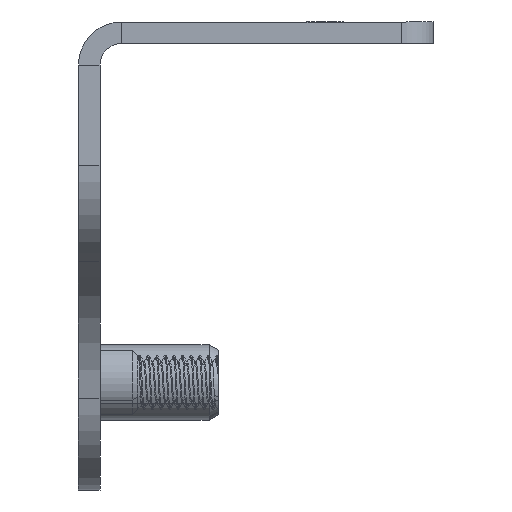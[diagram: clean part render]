
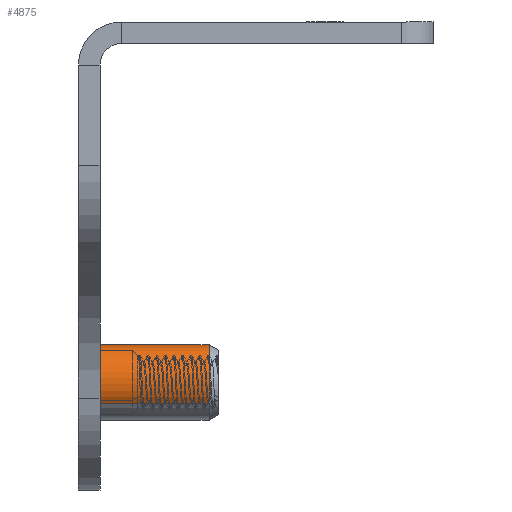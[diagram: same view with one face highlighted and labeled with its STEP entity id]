
A CAD part, left-side view. The second image highlights one B-rep face of the part: STEP entity #4875.
In plain terms, the highlighted cylindrical face has radius 3.5 mm (diameter 7 mm), a partial arc.
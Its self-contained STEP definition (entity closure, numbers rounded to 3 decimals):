
#107 = VECTOR ( 'NONE', #2539, 1000. ) ;
#179 = ORIENTED_EDGE ( 'NONE', *, *, #1836, .T. ) ;
#346 = VERTEX_POINT ( 'NONE', #457 ) ;
#457 = CARTESIAN_POINT ( 'NONE',  ( -3.5, 0., 5.634 ) ) ;
#588 = CARTESIAN_POINT ( 'NONE',  ( -3.5, 0., 6.5 ) ) ;
#749 = CARTESIAN_POINT ( 'NONE',  ( 3.5, 0., 6.5 ) ) ;
#811 = DIRECTION ( 'NONE',  ( 1., 0., 0. ) ) ;
#946 = CARTESIAN_POINT ( 'NONE',  ( 3.5, 0., -5. ) ) ;
#1193 = CARTESIAN_POINT ( 'NONE',  ( 3.5, 0., 5.634 ) ) ;
#1201 = LINE ( 'NONE', #749, #4017 ) ;
#1206 = DIRECTION ( 'NONE',  ( 0., 0., 1. ) ) ;
#1334 = DIRECTION ( 'NONE',  ( 1., 0., 0. ) ) ;
#1372 = VERTEX_POINT ( 'NONE', #946 ) ;
#1381 = ORIENTED_EDGE ( 'NONE', *, *, #2676, .T. ) ;
#1405 = VERTEX_POINT ( 'NONE', #4305 ) ;
#1595 = CARTESIAN_POINT ( 'NONE',  ( 0., 0., 6.5 ) ) ;
#1836 = EDGE_CURVE ( 'NONE', #1372, #1405, #2716, .T. ) ;
#1935 = ORIENTED_EDGE ( 'NONE', *, *, #4647, .T. ) ;
#2024 = CARTESIAN_POINT ( 'NONE',  ( 0., 0., 5.634 ) ) ;
#2131 = CARTESIAN_POINT ( 'NONE',  ( 0., 0., -5. ) ) ;
#2388 = DIRECTION ( 'NONE',  ( 0., 0., 1. ) ) ;
#2539 = DIRECTION ( 'NONE',  ( 0., 0., 1. ) ) ;
#2571 = LINE ( 'NONE', #588, #107 ) ;
#2676 = EDGE_CURVE ( 'NONE', #1405, #346, #2571, .T. ) ;
#2716 = CIRCLE ( 'NONE', #2892, 3.5 ) ;
#2892 = AXIS2_PLACEMENT_3D ( 'NONE', #2131, #1206, #811 ) ;
#2902 = AXIS2_PLACEMENT_3D ( 'NONE', #2024, #3243, #4889 ) ;
#2950 = DIRECTION ( 'NONE',  ( 0., 0., 1. ) ) ;
#3243 = DIRECTION ( 'NONE',  ( 0., 0., -1. ) ) ;
#3330 = CIRCLE ( 'NONE', #2902, 3.5 ) ;
#3632 = VERTEX_POINT ( 'NONE', #1193 ) ;
#3851 = AXIS2_PLACEMENT_3D ( 'NONE', #1595, #2950, #1334 ) ;
#3931 = ORIENTED_EDGE ( 'NONE', *, *, #4673, .F. ) ;
#4017 = VECTOR ( 'NONE', #2388, 1000. ) ;
#4028 = CYLINDRICAL_SURFACE ( 'NONE', #3851, 3.5 ) ;
#4030 = EDGE_LOOP ( 'NONE', ( #179, #1381, #1935, #3931 ) ) ;
#4305 = CARTESIAN_POINT ( 'NONE',  ( -3.5, 0., -5. ) ) ;
#4404 = FACE_OUTER_BOUND ( 'NONE', #4030, .T. ) ;
#4647 = EDGE_CURVE ( 'NONE', #346, #3632, #3330, .T. ) ;
#4673 = EDGE_CURVE ( 'NONE', #1372, #3632, #1201, .T. ) ;
#4875 = ADVANCED_FACE ( 'NONE', ( #4404 ), #4028, .T. ) ;
#4889 = DIRECTION ( 'NONE',  ( -1., 0., 0. ) ) ;
